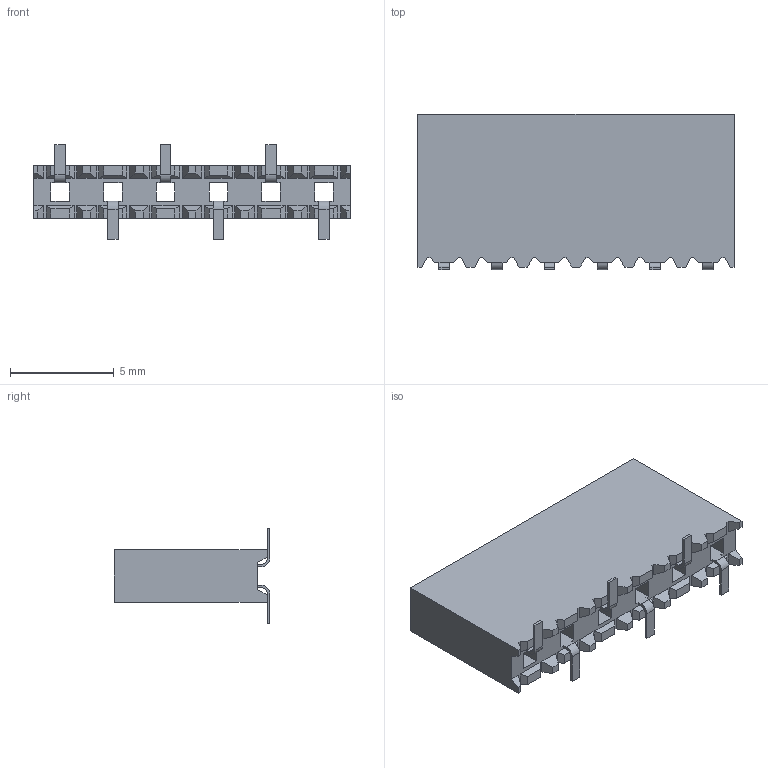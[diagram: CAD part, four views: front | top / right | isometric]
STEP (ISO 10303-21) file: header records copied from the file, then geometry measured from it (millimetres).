
FILE_DESCRIPTION (( 'STEP AP214' ), '1' );
FILE_NAME ('Samtec-SSM-106-L-SV.step', '2013-05-28T15:41:02', ( 'Windows User' ), ( '' ), 'SwSTEP 2.0', 'SolidWorks 2013', '' );
FILE_SCHEMA (( 'AUTOMOTIVE_DESIGN' ));
Length unit declared in the file: inch
Products named in the file (1): Samtec-SSM-106-L-SV
Bounding box: 15.24 x 7.49 x 4.57 mm (x, y, z)
Volume: 233.1 mm3; surface area: 521.6 mm2
Topology: 1 solids, 1 shells, 227 faces, 636 edges, 416 vertices
Faces by surface type: plane 215, cylinder 12
Entity records: 9533 total; most frequent: CARTESIAN_POINT 1280, ORIENTED_EDGE 1272, DIRECTION 1116, EDGE_CURVE 636, LINE 612, VECTOR 612, VERTEX_POINT 416, AXIS2_PLACEMENT_3D 252
